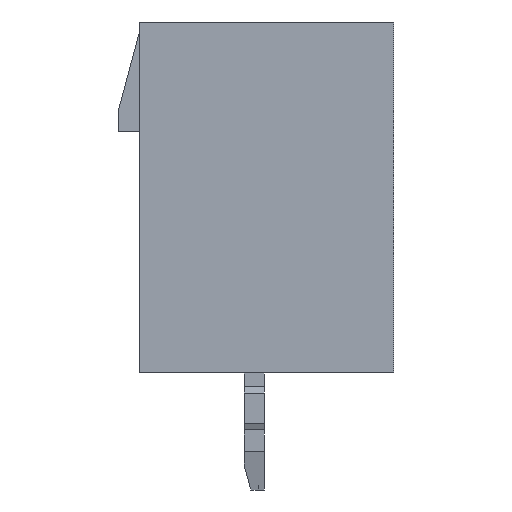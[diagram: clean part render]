
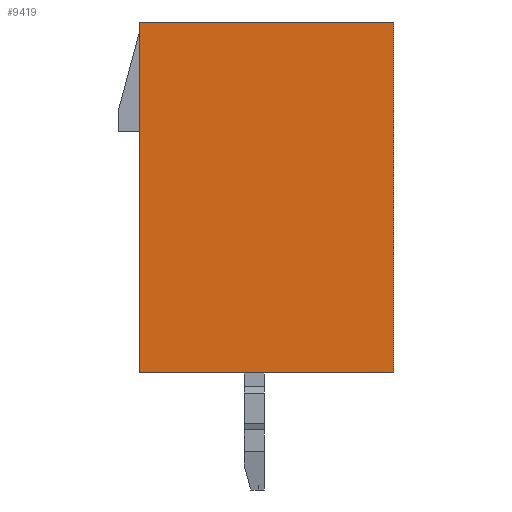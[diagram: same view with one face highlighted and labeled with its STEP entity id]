
A CAD part, left-side view. The second image highlights one B-rep face of the part: STEP entity #9419.
In plain terms, the highlighted planar face has unit normal (-1, 0, 0).
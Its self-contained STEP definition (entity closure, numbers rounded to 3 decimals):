
#47 = PLANE('',#48);
#48 = AXIS2_PLACEMENT_3D('',#49,#50,#51);
#49 = CARTESIAN_POINT('',(0.,0.,-5.25));
#50 = DIRECTION('',(0.,0.,1.));
#51 = DIRECTION('',(1.,0.,-0.));
#72 = VERTEX_POINT('',#73);
#73 = CARTESIAN_POINT('',(-4.55,3.8,-5.25));
#87 = PLANE('',#88);
#88 = AXIS2_PLACEMENT_3D('',#89,#90,#91);
#89 = CARTESIAN_POINT('',(4.55,3.8,-5.25));
#90 = DIRECTION('',(0.,1.,0.));
#91 = DIRECTION('',(-1.,0.,0.));
#99 = EDGE_CURVE('',#72,#100,#102,.T.);
#100 = VERTEX_POINT('',#101);
#101 = CARTESIAN_POINT('',(-4.55,-3.8,-5.25));
#102 = SURFACE_CURVE('',#103,(#107,#114),.PCURVE_S1.);
#103 = LINE('',#104,#105);
#104 = CARTESIAN_POINT('',(-4.55,3.8,-5.25));
#105 = VECTOR('',#106,1.);
#106 = DIRECTION('',(0.,-1.,0.));
#107 = PCURVE('',#47,#108);
#108 = DEFINITIONAL_REPRESENTATION('',(#109),#113);
#109 = LINE('',#110,#111);
#110 = CARTESIAN_POINT('',(-4.55,3.8));
#111 = VECTOR('',#112,1.);
#112 = DIRECTION('',(0.,-1.));
#113 = ( GEOMETRIC_REPRESENTATION_CONTEXT(2) 
PARAMETRIC_REPRESENTATION_CONTEXT() REPRESENTATION_CONTEXT('2D SPACE',''
  ) );
#114 = PCURVE('',#115,#120);
#115 = PLANE('',#116);
#116 = AXIS2_PLACEMENT_3D('',#117,#118,#119);
#117 = CARTESIAN_POINT('',(-4.55,3.8,-5.25));
#118 = DIRECTION('',(-1.,0.,0.));
#119 = DIRECTION('',(0.,-1.,0.));
#120 = DEFINITIONAL_REPRESENTATION('',(#121),#125);
#121 = LINE('',#122,#123);
#122 = CARTESIAN_POINT('',(0.,0.));
#123 = VECTOR('',#124,1.);
#124 = DIRECTION('',(1.,0.));
#125 = ( GEOMETRIC_REPRESENTATION_CONTEXT(2) 
PARAMETRIC_REPRESENTATION_CONTEXT() REPRESENTATION_CONTEXT('2D SPACE',''
  ) );
#141 = PLANE('',#142);
#142 = AXIS2_PLACEMENT_3D('',#143,#144,#145);
#143 = CARTESIAN_POINT('',(-4.55,-3.8,-5.25));
#144 = DIRECTION('',(0.,-1.,0.));
#145 = DIRECTION('',(1.,0.,0.));
#4461 = PLANE('',#4462);
#4462 = AXIS2_PLACEMENT_3D('',#4463,#4464,#4465);
#4463 = CARTESIAN_POINT('',(0.,0.,5.25));
#4464 = DIRECTION('',(0.,0.,1.));
#4465 = DIRECTION('',(1.,0.,-0.));
#4735 = VERTEX_POINT('',#4736);
#4736 = CARTESIAN_POINT('',(-4.55,-3.8,5.25));
#4757 = EDGE_CURVE('',#4758,#4735,#4760,.T.);
#4758 = VERTEX_POINT('',#4759);
#4759 = CARTESIAN_POINT('',(-4.55,3.8,5.25));
#4760 = SURFACE_CURVE('',#4761,(#4765,#4772),.PCURVE_S1.);
#4761 = LINE('',#4762,#4763);
#4762 = CARTESIAN_POINT('',(-4.55,3.8,5.25));
#4763 = VECTOR('',#4764,1.);
#4764 = DIRECTION('',(0.,-1.,0.));
#4765 = PCURVE('',#4461,#4766);
#4766 = DEFINITIONAL_REPRESENTATION('',(#4767),#4771);
#4767 = LINE('',#4768,#4769);
#4768 = CARTESIAN_POINT('',(-4.55,3.8));
#4769 = VECTOR('',#4770,1.);
#4770 = DIRECTION('',(0.,-1.));
#4771 = ( GEOMETRIC_REPRESENTATION_CONTEXT(2) 
PARAMETRIC_REPRESENTATION_CONTEXT() REPRESENTATION_CONTEXT('2D SPACE',''
  ) );
#4772 = PCURVE('',#115,#4773);
#4773 = DEFINITIONAL_REPRESENTATION('',(#4774),#4778);
#4774 = LINE('',#4775,#4776);
#4775 = CARTESIAN_POINT('',(0.,10.5));
#4776 = VECTOR('',#4777,1.);
#4777 = DIRECTION('',(1.,0.));
#4778 = ( GEOMETRIC_REPRESENTATION_CONTEXT(2) 
PARAMETRIC_REPRESENTATION_CONTEXT() REPRESENTATION_CONTEXT('2D SPACE',''
  ) );
#5348 = EDGE_CURVE('',#72,#4758,#5349,.T.);
#5349 = SURFACE_CURVE('',#5350,(#5354,#5361),.PCURVE_S1.);
#5350 = LINE('',#5351,#5352);
#5351 = CARTESIAN_POINT('',(-4.55,3.8,-5.25));
#5352 = VECTOR('',#5353,1.);
#5353 = DIRECTION('',(0.,0.,1.));
#5354 = PCURVE('',#87,#5355);
#5355 = DEFINITIONAL_REPRESENTATION('',(#5356),#5360);
#5356 = LINE('',#5357,#5358);
#5357 = CARTESIAN_POINT('',(9.1,0.));
#5358 = VECTOR('',#5359,1.);
#5359 = DIRECTION('',(0.,1.));
#5360 = ( GEOMETRIC_REPRESENTATION_CONTEXT(2) 
PARAMETRIC_REPRESENTATION_CONTEXT() REPRESENTATION_CONTEXT('2D SPACE',''
  ) );
#5361 = PCURVE('',#115,#5362);
#5362 = DEFINITIONAL_REPRESENTATION('',(#5363),#5367);
#5363 = LINE('',#5364,#5365);
#5364 = CARTESIAN_POINT('',(0.,0.));
#5365 = VECTOR('',#5366,1.);
#5366 = DIRECTION('',(0.,1.));
#5367 = ( GEOMETRIC_REPRESENTATION_CONTEXT(2) 
PARAMETRIC_REPRESENTATION_CONTEXT() REPRESENTATION_CONTEXT('2D SPACE',''
  ) );
#5714 = EDGE_CURVE('',#100,#4735,#5715,.T.);
#5715 = SURFACE_CURVE('',#5716,(#5720,#5727),.PCURVE_S1.);
#5716 = LINE('',#5717,#5718);
#5717 = CARTESIAN_POINT('',(-4.55,-3.8,-5.25));
#5718 = VECTOR('',#5719,1.);
#5719 = DIRECTION('',(0.,0.,1.));
#5720 = PCURVE('',#141,#5721);
#5721 = DEFINITIONAL_REPRESENTATION('',(#5722),#5726);
#5722 = LINE('',#5723,#5724);
#5723 = CARTESIAN_POINT('',(0.,0.));
#5724 = VECTOR('',#5725,1.);
#5725 = DIRECTION('',(0.,1.));
#5726 = ( GEOMETRIC_REPRESENTATION_CONTEXT(2) 
PARAMETRIC_REPRESENTATION_CONTEXT() REPRESENTATION_CONTEXT('2D SPACE',''
  ) );
#5727 = PCURVE('',#115,#5728);
#5728 = DEFINITIONAL_REPRESENTATION('',(#5729),#5733);
#5729 = LINE('',#5730,#5731);
#5730 = CARTESIAN_POINT('',(7.6,0.));
#5731 = VECTOR('',#5732,1.);
#5732 = DIRECTION('',(0.,1.));
#5733 = ( GEOMETRIC_REPRESENTATION_CONTEXT(2) 
PARAMETRIC_REPRESENTATION_CONTEXT() REPRESENTATION_CONTEXT('2D SPACE',''
  ) );
#9419 = ADVANCED_FACE('',(#9420),#115,.T.);
#9420 = FACE_BOUND('',#9421,.F.);
#9421 = EDGE_LOOP('',(#9422,#9423,#9424,#9425));
#9422 = ORIENTED_EDGE('',*,*,#99,.F.);
#9423 = ORIENTED_EDGE('',*,*,#5348,.T.);
#9424 = ORIENTED_EDGE('',*,*,#4757,.T.);
#9425 = ORIENTED_EDGE('',*,*,#5714,.F.);
